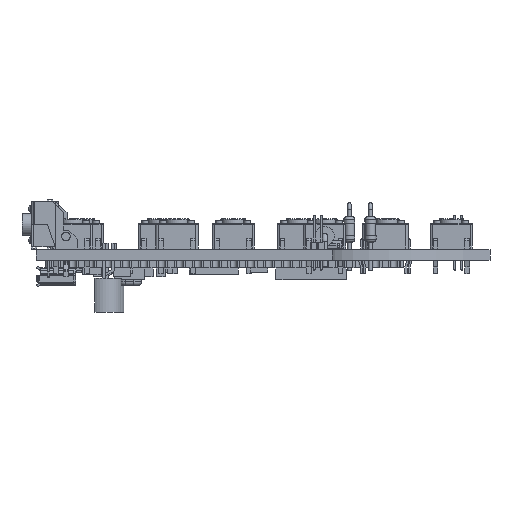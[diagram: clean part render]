
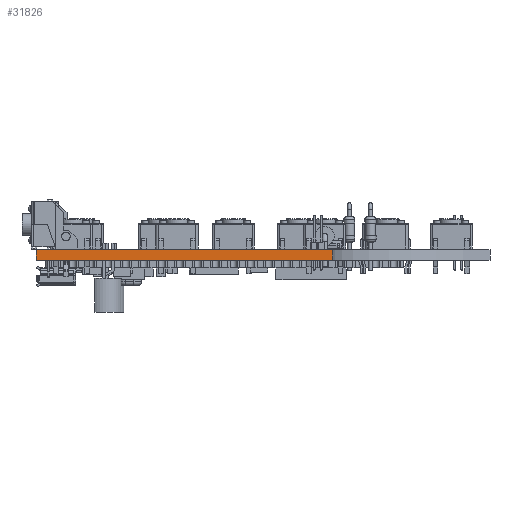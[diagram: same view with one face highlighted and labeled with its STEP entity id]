
A CAD part, left-side view. The second image highlights one B-rep face of the part: STEP entity #31826.
In plain terms, the highlighted planar face has unit normal (-1, 0, 0).
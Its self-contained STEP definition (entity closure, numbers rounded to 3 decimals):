
#28783 = VERTEX_POINT('',#28784);
#28784 = CARTESIAN_POINT('',(83.,-34.5,0.));
#28790 = EDGE_CURVE('',#28791,#28783,#28793,.T.);
#28791 = VERTEX_POINT('',#28792);
#28792 = CARTESIAN_POINT('',(83.,-76.565,0.));
#28793 = LINE('',#28794,#28795);
#28794 = CARTESIAN_POINT('',(83.,-76.565,0.));
#28795 = VECTOR('',#28796,1.);
#28796 = DIRECTION('',(0.,1.,0.));
#30291 = VERTEX_POINT('',#30292);
#30292 = CARTESIAN_POINT('',(83.,-34.5,1.51));
#30298 = EDGE_CURVE('',#30299,#30291,#30301,.T.);
#30299 = VERTEX_POINT('',#30300);
#30300 = CARTESIAN_POINT('',(83.,-76.565,1.51));
#30301 = LINE('',#30302,#30303);
#30302 = CARTESIAN_POINT('',(83.,-76.565,1.51));
#30303 = VECTOR('',#30304,1.);
#30304 = DIRECTION('',(0.,1.,0.));
#31796 = EDGE_CURVE('',#28783,#30291,#31797,.T.);
#31797 = LINE('',#31798,#31799);
#31798 = CARTESIAN_POINT('',(83.,-34.5,0.));
#31799 = VECTOR('',#31800,1.);
#31800 = DIRECTION('',(0.,0.,1.));
#31815 = EDGE_CURVE('',#28791,#30299,#31816,.T.);
#31816 = LINE('',#31817,#31818);
#31817 = CARTESIAN_POINT('',(83.,-76.565,0.));
#31818 = VECTOR('',#31819,1.);
#31819 = DIRECTION('',(0.,0.,1.));
#31826 = ADVANCED_FACE('',(#31827),#31833,.T.);
#31827 = FACE_BOUND('',#31828,.T.);
#31828 = EDGE_LOOP('',(#31829,#31830,#31831,#31832));
#31829 = ORIENTED_EDGE('',*,*,#31815,.T.);
#31830 = ORIENTED_EDGE('',*,*,#30298,.T.);
#31831 = ORIENTED_EDGE('',*,*,#31796,.F.);
#31832 = ORIENTED_EDGE('',*,*,#28790,.F.);
#31833 = PLANE('',#31834);
#31834 = AXIS2_PLACEMENT_3D('',#31835,#31836,#31837);
#31835 = CARTESIAN_POINT('',(83.,-76.565,0.));
#31836 = DIRECTION('',(-1.,0.,0.));
#31837 = DIRECTION('',(0.,1.,0.));
